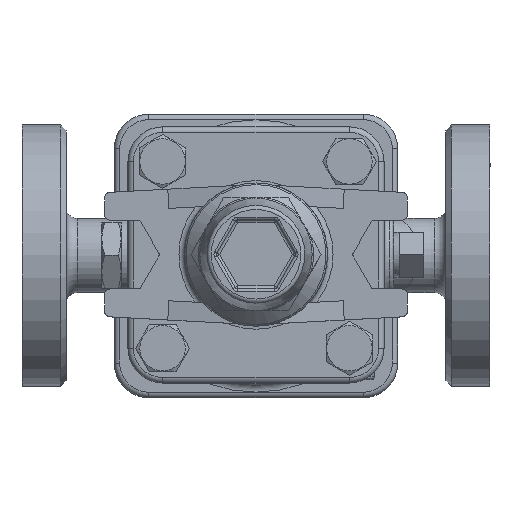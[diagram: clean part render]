
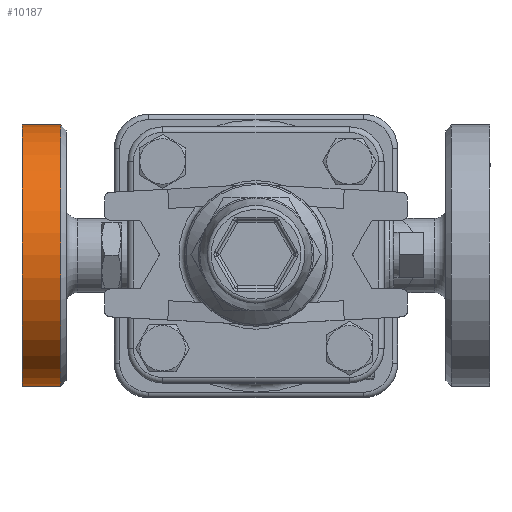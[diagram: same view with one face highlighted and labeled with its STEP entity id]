
A CAD part, top view. The second image highlights one B-rep face of the part: STEP entity #10187.
In plain terms, the highlighted cylindrical face has radius 47.5 mm (diameter 95 mm), a full revolution.
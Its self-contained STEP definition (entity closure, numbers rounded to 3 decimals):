
#1883=FACE_BOUND('',#2973,.T.);
#2039=CYLINDRICAL_SURFACE('',#10937,47.5);
#2254=FACE_OUTER_BOUND('',#2972,.T.);
#2972=EDGE_LOOP('',(#7011));
#2973=EDGE_LOOP('',(#7012));
#3762=CIRCLE('',#10879,47.5);
#3800=CIRCLE('',#10938,47.5);
#4344=VERTEX_POINT('',#15015);
#4392=VERTEX_POINT('',#15684);
#5348=EDGE_CURVE('',#4344,#4344,#3762,.T.);
#5406=EDGE_CURVE('',#4392,#4392,#3800,.T.);
#7011=ORIENTED_EDGE('',*,*,#5348,.T.);
#7012=ORIENTED_EDGE('',*,*,#5406,.F.);
#10187=ADVANCED_FACE('',(#2254,#1883),#2039,.T.);
#10879=AXIS2_PLACEMENT_3D('',#15016,#12144,#12145);
#10937=AXIS2_PLACEMENT_3D('',#15683,#12260,#12261);
#10938=AXIS2_PLACEMENT_3D('',#15685,#12262,#12263);
#12144=DIRECTION('center_axis',(1.,0.,0.));
#12145=DIRECTION('ref_axis',(0.,0.,-1.));
#12260=DIRECTION('center_axis',(1.,0.,0.));
#12261=DIRECTION('ref_axis',(0.,0.,-1.));
#12262=DIRECTION('center_axis',(1.,0.,0.));
#12263=DIRECTION('ref_axis',(0.,0.,-1.));
#15015=CARTESIAN_POINT('',(-85.,0.,125.5));
#15016=CARTESIAN_POINT('Origin',(-85.,0.,78.));
#15683=CARTESIAN_POINT('Origin',(-85.,0.,78.));
#15684=CARTESIAN_POINT('',(-71.,0.,125.5));
#15685=CARTESIAN_POINT('Origin',(-71.,0.,78.));
